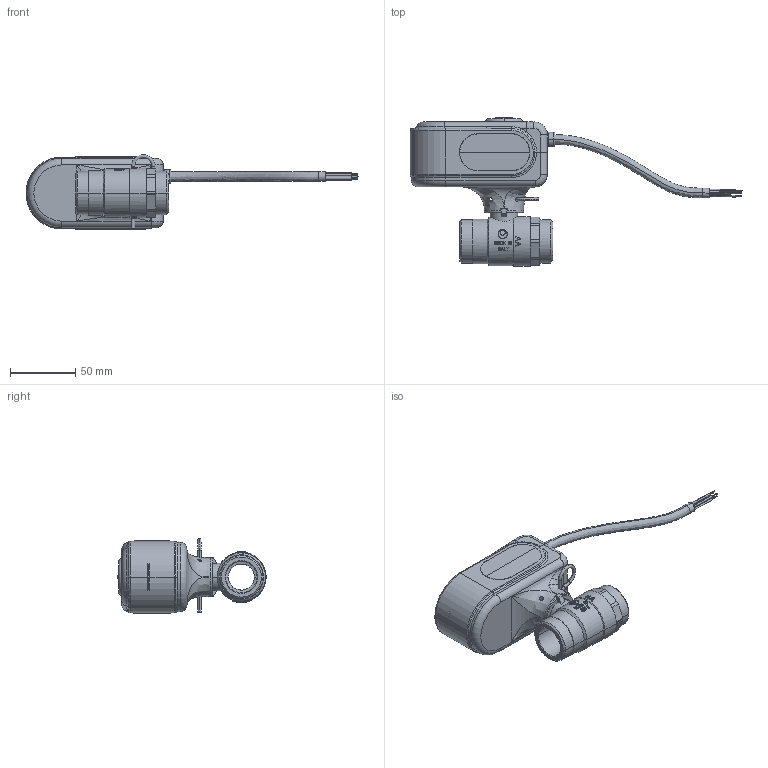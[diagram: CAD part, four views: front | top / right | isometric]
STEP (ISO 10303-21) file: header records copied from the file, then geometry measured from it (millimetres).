
FILE_DESCRIPTION(('CATIA V5 STEP Exchange','CAx-IF Rec.Pracs.--- Composite Materials ---3.4---2017-06-13'),'2;1');
FILE_NAME('MBA122_43100800_122207052_AllCATPart.stp','2021-05-18T14:48:11+00:00',('none'),('none'),'CATIA Version 5-6 Release 2020 SP3','CATIA V5 STEP AP203 v2','none');
FILE_SCHEMA(('CONFIG_CONTROL_DESIGN'));
Length unit declared in the file: millimetre
Products named in the file (1): MBA122_43100800_122207052_AllCATPart
Bounding box: 254.26 x 113.62 x 57.33 mm (x, y, z)
Volume: 123885.6 mm3; surface area: 91681.8 mm2
Topology: 4 solids, 5 shells, 2373 faces, 6426 edges, 4102 vertices
Faces by surface type: plane 982, cylinder 716, bspline 279, torus 209, cone 120, sphere 63, revolution 4
Entity records: 84256 total; most frequent: CARTESIAN_POINT 34037, ORIENTED_EDGE 12692, DIRECTION 6736, EDGE_CURVE 6346, VERTEX_POINT 4102, AXIS2_PLACEMENT_3D 3121, EDGE_LOOP 2532, ADVANCED_FACE 2373
